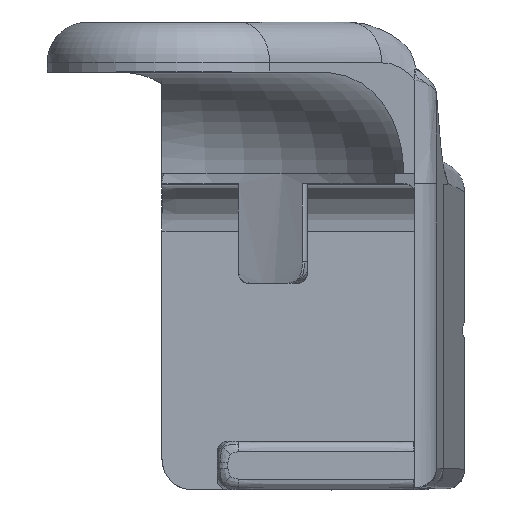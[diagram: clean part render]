
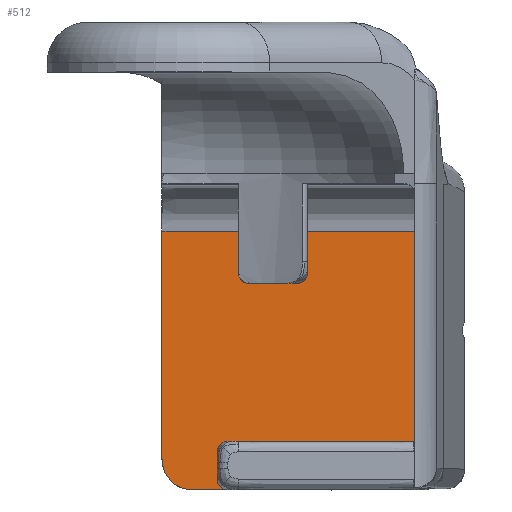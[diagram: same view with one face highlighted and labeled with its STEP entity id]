
A CAD part, top view. The second image highlights one B-rep face of the part: STEP entity #512.
In plain terms, the highlighted planar face has unit normal (0, 0, 1).
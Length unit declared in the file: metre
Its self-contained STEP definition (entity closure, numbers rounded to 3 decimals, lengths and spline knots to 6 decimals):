
#512 = ADVANCED_FACE( '', ( #1053 ), #1054, .T. );
#1053 = FACE_OUTER_BOUND( '', #5568, .T. );
#1054 = PLANE( '', #5569 );
#5568 = EDGE_LOOP( '', ( #7472, #7473, #7474, #7475, #7476, #7477, #7478, #7479, #7480, #7481 ) );
#5569 = AXIS2_PLACEMENT_3D( '', #7482, #7483, #7484 );
#7472 = ORIENTED_EDGE( '', *, *, #7871, .F. );
#7473 = ORIENTED_EDGE( '', *, *, #8312, .F. );
#7474 = ORIENTED_EDGE( '', *, *, #7925, .F. );
#7475 = ORIENTED_EDGE( '', *, *, #8115, .T. );
#7476 = ORIENTED_EDGE( '', *, *, #7898, .F. );
#7477 = ORIENTED_EDGE( '', *, *, #7917, .T. );
#7478 = ORIENTED_EDGE( '', *, *, #8140, .F. );
#7479 = ORIENTED_EDGE( '', *, *, #8012, .F. );
#7480 = ORIENTED_EDGE( '', *, *, #8299, .F. );
#7481 = ORIENTED_EDGE( '', *, *, #7801, .T. );
#7482 = CARTESIAN_POINT( '', ( 0.281139, 0.097225, 0.800349 ) );
#7483 = DIRECTION( '', ( 0., 0., 1. ) );
#7484 = DIRECTION( '', ( 1., 0., 0. ) );
#7801 = EDGE_CURVE( '', #8491, #8489, #8492, .T. );
#7871 = EDGE_CURVE( '', #8607, #8489, #8609, .T. );
#7898 = EDGE_CURVE( '', #8653, #8654, #8655, .T. );
#7917 = EDGE_CURVE( '', #8653, #8685, #8687, .T. );
#7925 = EDGE_CURVE( '', #8700, #8701, #8702, .T. );
#8012 = EDGE_CURVE( '', #8831, #8833, #8834, .T. );
#8115 = EDGE_CURVE( '', #8700, #8654, #8982, .T. );
#8140 = EDGE_CURVE( '', #8833, #8685, #9015, .T. );
#8299 = EDGE_CURVE( '', #8491, #8831, #9201, .T. );
#8312 = EDGE_CURVE( '', #8701, #8607, #9214, .T. );
#8489 = VERTEX_POINT( '', #9924 );
#8491 = VERTEX_POINT( '', #9927 );
#8492 = LINE( '', #9928, #9929 );
#8607 = VERTEX_POINT( '', #10340 );
#8609 = CIRCLE( '', #10343, 0.003 );
#8653 = VERTEX_POINT( '', #10525 );
#8654 = VERTEX_POINT( '', #10526 );
#8655 = B_SPLINE_CURVE_WITH_KNOTS( '', 3, ( #10527, #10528, #10529, #10530, #10531, #10532 ), .UNSPECIFIED., .F., .F., ( 4, 1, 1, 4 ), ( -0.167142, -0.119387, -0.071632, 0. ), .UNSPECIFIED. );
#8685 = VERTEX_POINT( '', #10685 );
#8687 = LINE( '', #10688, #10689 );
#8700 = VERTEX_POINT( '', #10871 );
#8701 = VERTEX_POINT( '', #10872 );
#8702 = B_SPLINE_CURVE_WITH_KNOTS( '', 3, ( #10873, #10874, #10875, #10876, #10877, #10878 ), .UNSPECIFIED., .F., .F., ( 4, 1, 1, 4 ), ( -0.167142, -0.119387, -0.071632, 0. ), .UNSPECIFIED. );
#8831 = VERTEX_POINT( '', #11609 );
#8833 = VERTEX_POINT( '', #11612 );
#8834 = LINE( '', #11613, #11614 );
#8982 = LINE( '', #12307, #12308 );
#9015 = B_SPLINE_CURVE_WITH_KNOTS( '', 3, ( #12394, #12395, #12396, #12397, #12398, #12399 ), .UNSPECIFIED., .F., .F., ( 4, 1, 1, 4 ), ( -0.167142, -0.119387, -0.071632, 0. ), .UNSPECIFIED. );
#9201 = LINE( '', #13336, #13337 );
#9214 = LINE( '', #13413, #13414 );
#9924 = CARTESIAN_POINT( '', ( 0.254194, 0.070225, 0.800349 ) );
#9927 = CARTESIAN_POINT( '', ( 0.254195, 0.092725, 0.800349 ) );
#9928 = CARTESIAN_POINT( '', ( 0.254194, 0.097225, 0.800349 ) );
#9929 = VECTOR( '', #13631, 1. );
#10340 = CARTESIAN_POINT( '', ( 0.257194, 0.067225, 0.800349 ) );
#10343 = AXIS2_PLACEMENT_3D( '', #13664, #13665, #13666 );
#10525 = CARTESIAN_POINT( '', ( 0.2607, 0.072025, 0.800349 ) );
#10526 = CARTESIAN_POINT( '', ( 0.259639, 0.070964, 0.800349 ) );
#10527 = CARTESIAN_POINT( '', ( 0.2607, 0.072025, 0.800349 ) );
#10528 = CARTESIAN_POINT( '', ( 0.260557, 0.072025, 0.800349 ) );
#10529 = CARTESIAN_POINT( '', ( 0.260246, 0.071966, 0.800349 ) );
#10530 = CARTESIAN_POINT( '', ( 0.259763, 0.07159, 0.800349 ) );
#10531 = CARTESIAN_POINT( '', ( 0.259639, 0.071178, 0.800349 ) );
#10532 = CARTESIAN_POINT( '', ( 0.259639, 0.070964, 0.800349 ) );
#10685 = CARTESIAN_POINT( '', ( 0.280079, 0.072025, 0.800349 ) );
#10688 = CARTESIAN_POINT( '', ( 0.281139, 0.072025, 0.800349 ) );
#10689 = VECTOR( '', #13679, 1. );
#10871 = CARTESIAN_POINT( '', ( 0.259639, 0.068285, 0.800349 ) );
#10872 = CARTESIAN_POINT( '', ( 0.2607, 0.067225, 0.800349 ) );
#10873 = CARTESIAN_POINT( '', ( 0.259639, 0.068285, 0.800349 ) );
#10874 = CARTESIAN_POINT( '', ( 0.259639, 0.068143, 0.800349 ) );
#10875 = CARTESIAN_POINT( '', ( 0.259698, 0.067831, 0.800349 ) );
#10876 = CARTESIAN_POINT( '', ( 0.260074, 0.067349, 0.800349 ) );
#10877 = CARTESIAN_POINT( '', ( 0.260486, 0.067225, 0.800349 ) );
#10878 = CARTESIAN_POINT( '', ( 0.2607, 0.067225, 0.800349 ) );
#11609 = CARTESIAN_POINT( '', ( 0.281139, 0.092725, 0.800349 ) );
#11612 = CARTESIAN_POINT( '', ( 0.281139, 0.070964, 0.800349 ) );
#11613 = CARTESIAN_POINT( '', ( 0.281139, 0.097225, 0.800349 ) );
#11614 = VECTOR( '', #13738, 1. );
#12307 = CARTESIAN_POINT( '', ( 0.259639, 0.084625, 0.800349 ) );
#12308 = VECTOR( '', #13826, 1. );
#12394 = CARTESIAN_POINT( '', ( 0.281139, 0.070964, 0.800349 ) );
#12395 = CARTESIAN_POINT( '', ( 0.281139, 0.071107, 0.800349 ) );
#12396 = CARTESIAN_POINT( '', ( 0.281081, 0.071418, 0.800349 ) );
#12397 = CARTESIAN_POINT( '', ( 0.280705, 0.071901, 0.800349 ) );
#12398 = CARTESIAN_POINT( '', ( 0.280293, 0.072025, 0.800349 ) );
#12399 = CARTESIAN_POINT( '', ( 0.280079, 0.072025, 0.800349 ) );
#13336 = CARTESIAN_POINT( '', ( 0.274403, 0.092725, 0.800349 ) );
#13337 = VECTOR( '', #13906, 1. );
#13413 = CARTESIAN_POINT( '', ( 0.281139, 0.067225, 0.800349 ) );
#13414 = VECTOR( '', #13911, 1. );
#13631 = DIRECTION( '', ( 0., -1., 0. ) );
#13664 = CARTESIAN_POINT( '', ( 0.257194, 0.070225, 0.800349 ) );
#13665 = DIRECTION( '', ( 0., 0., -1. ) );
#13666 = DIRECTION( '', ( -0.707, -0.707, 0. ) );
#13679 = DIRECTION( '', ( 1., 0., 0. ) );
#13738 = DIRECTION( '', ( 0., -1., 0. ) );
#13826 = DIRECTION( '', ( 0., 1., 0. ) );
#13906 = DIRECTION( '', ( 1., 0., 0. ) );
#13911 = DIRECTION( '', ( -1., 0., 0. ) );
